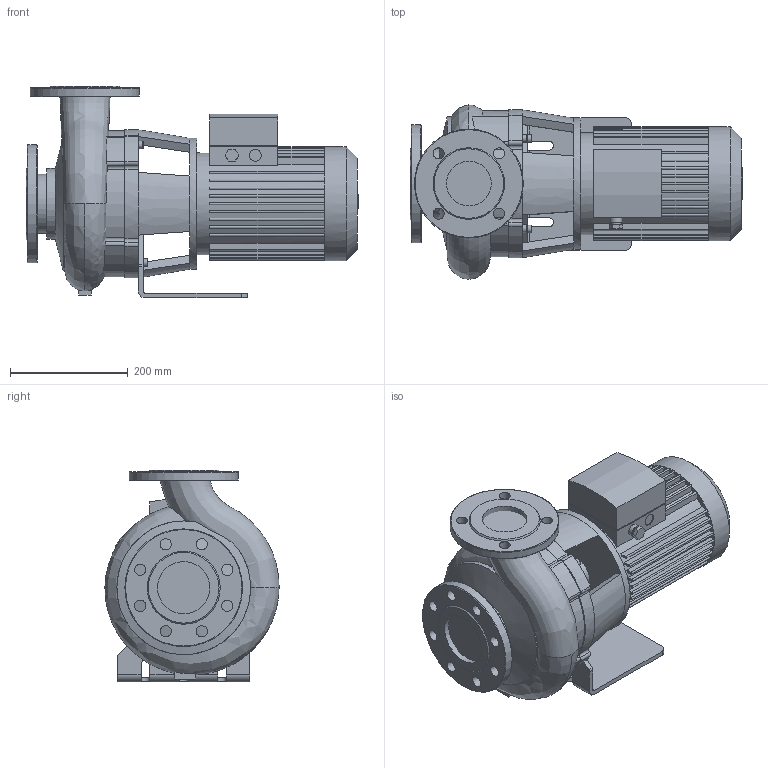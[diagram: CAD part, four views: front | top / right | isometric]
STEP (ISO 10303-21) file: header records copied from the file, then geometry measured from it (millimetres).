
FILE_DESCRIPTION(/* description */ (''),/* implementation_level */ '2;1');
FILE_NAME(/* name */ '3d_BL65_150-1_1_4-2121090.stp',/* time_stamp */ '2017-11-06T15:09:44+01:00',/* author */ ('Andrzej'),/* organization */ (''),/* preprocessor_version */ 'ST-DEVELOPER v16.13',/* originating_system */ 'AutoCAD Mechanical',/* authorisation */ '');
FILE_SCHEMA (('AUTOMOTIVE_DESIGN { 1 0 10303 214 3 1 1 }'));
Length unit declared in the file: millimetre
Products named in the file (1): Product
Bounding box: 564 x 296 x 360 mm (x, y, z)
Volume: 18750222.2 mm3; surface area: 1139562.1 mm2
Topology: 9 solids, 9 shells, 471 faces, 1268 edges, 825 vertices
Faces by surface type: plane 276, cylinder 148, bspline 31, torus 8, cone 8
Full cylindrical faces by diameter (mm): 9 x4, 13 x4, 16 x1, 19 x12, 20 x4, 50 x1, 76.1 x1, 88.9 x1, 99.9 x1, 119.9 x1, 173 x1, 185 x1, 193 x1, 200 x1, 223 x1
Entity records: 17847 total; most frequent: CARTESIAN_POINT 6016, DIRECTION 2458, ORIENTED_EDGE 2424, EDGE_CURVE 1212, AXIS2_PLACEMENT_3D 894, VERTEX_POINT 816, LINE 670, VECTOR 670
